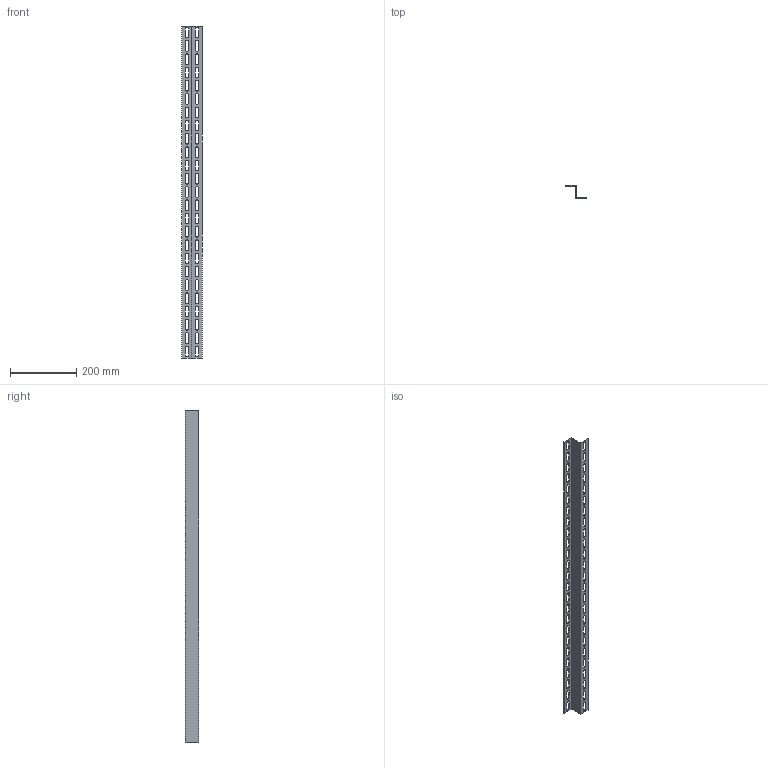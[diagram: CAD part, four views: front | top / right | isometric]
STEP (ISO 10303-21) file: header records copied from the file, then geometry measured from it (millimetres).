
FILE_DESCRIPTION(/* description */ (''),/* implementation_level */ '2;1');
FILE_NAME(/* name */ 'Z32-40-32-1.5-1000.ipt.stp',/* time_stamp */ '2023-05-18T11:50:57+03:00',/* author */ ('Man88'),/* organization */ (''),/* preprocessor_version */ 'ST-DEVELOPER v19.2',/* originating_system */ 'Autodesk Inventor 2023',/* authorisation */ '');
FILE_SCHEMA (('AUTOMOTIVE_DESIGN { 1 0 10303 214 3 1 1 }'));
Length unit declared in the file: millimetre
Products named in the file (1): Z-профиль 32-40-32-1.5-100
0
Bounding box: 62.5 x 40 x 1000 mm (x, y, z)
Volume: 129109.5 mm3; surface area: 181105.2 mm2
Topology: 1 solids, 1 shells, 218 faces, 648 edges, 432 vertices
Faces by surface type: plane 118, cylinder 100
Entity records: 7822 total; most frequent: CARTESIAN_POINT 1299, ORIENTED_EDGE 1296, DIRECTION 1286, EDGE_CURVE 648, LINE 448, VECTOR 448, VERTEX_POINT 432, AXIS2_PLACEMENT_3D 419
